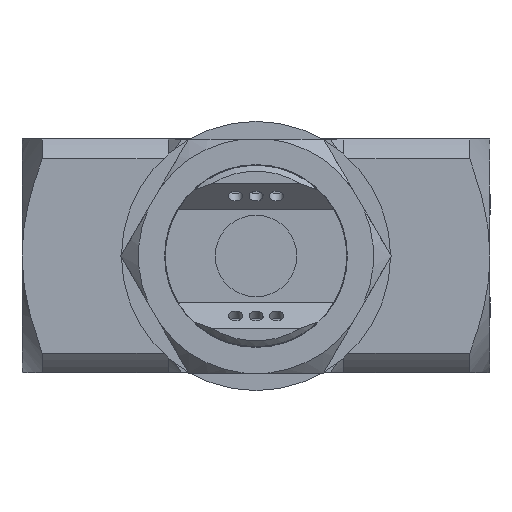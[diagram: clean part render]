
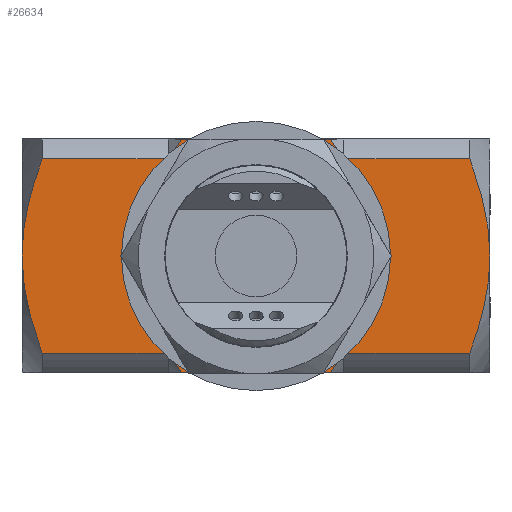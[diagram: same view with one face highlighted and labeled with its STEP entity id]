
A CAD part, front view. The second image highlights one B-rep face of the part: STEP entity #26634.
In plain terms, the highlighted planar face has unit normal (0, -1, 0).
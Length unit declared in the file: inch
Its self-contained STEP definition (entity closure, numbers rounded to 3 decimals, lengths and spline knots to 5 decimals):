
#1600=LINE('',#33520,#4210);
#4035=LINE('',#46274,#6645);
#4040=LINE('',#46358,#6650);
#4041=LINE('',#46364,#6651);
#4042=LINE('',#46402,#6652);
#4043=LINE('',#46419,#6653);
#4210=VECTOR('',#28323,0.3937);
#6645=VECTOR('',#32260,0.3937);
#6650=VECTOR('',#32345,0.3937);
#6651=VECTOR('',#32354,0.3937);
#6652=VECTOR('',#32397,0.3937);
#6653=VECTOR('',#32420,0.3937);
#6784=(
BOUNDED_CURVE()
B_SPLINE_CURVE(2,(#46344,#46345,#46346),.UNSPECIFIED.,.F.,.F.)
B_SPLINE_CURVE_WITH_KNOTS((3,3),(1.52621,1.93378),
 .UNSPECIFIED.)
CURVE()
GEOMETRIC_REPRESENTATION_ITEM()
RATIONAL_B_SPLINE_CURVE((1.015,1.009,1.))
REPRESENTATION_ITEM('')
);
#6785=(
BOUNDED_CURVE()
B_SPLINE_CURVE(2,(#46350,#46351,#46352),.UNSPECIFIED.,.F.,.F.)
B_SPLINE_CURVE_WITH_KNOTS((3,3),(0.,0.40758),.UNSPECIFIED.)
CURVE()
GEOMETRIC_REPRESENTATION_ITEM()
RATIONAL_B_SPLINE_CURVE((1.,1.009,1.015))
REPRESENTATION_ITEM('')
);
#6786=(
BOUNDED_CURVE()
B_SPLINE_CURVE(2,(#46368,#46369,#46370),.UNSPECIFIED.,.F.,.F.)
B_SPLINE_CURVE_WITH_KNOTS((3,3),(0.,1.35251),.UNSPECIFIED.)
CURVE()
GEOMETRIC_REPRESENTATION_ITEM()
RATIONAL_B_SPLINE_CURVE((1.,1.072,1.))
REPRESENTATION_ITEM('')
);
#6787=(
BOUNDED_CURVE()
B_SPLINE_CURVE(2,(#46375,#46376,#46377),.UNSPECIFIED.,.F.,.F.)
B_SPLINE_CURVE_WITH_KNOTS((3,3),(1.35251,2.70503),
 .UNSPECIFIED.)
CURVE()
GEOMETRIC_REPRESENTATION_ITEM()
RATIONAL_B_SPLINE_CURVE((1.,1.072,1.))
REPRESENTATION_ITEM('')
);
#6788=(
BOUNDED_CURVE()
B_SPLINE_CURVE(2,(#46386,#46387,#46388),.UNSPECIFIED.,.F.,.F.)
B_SPLINE_CURVE_WITH_KNOTS((3,3),(1.52621,1.93378),
 .UNSPECIFIED.)
CURVE()
GEOMETRIC_REPRESENTATION_ITEM()
RATIONAL_B_SPLINE_CURVE((1.015,1.009,1.))
REPRESENTATION_ITEM('')
);
#6789=(
BOUNDED_CURVE()
B_SPLINE_CURVE(2,(#46391,#46392,#46393),.UNSPECIFIED.,.F.,.F.)
B_SPLINE_CURVE_WITH_KNOTS((3,3),(0.,0.40758),.UNSPECIFIED.)
CURVE()
GEOMETRIC_REPRESENTATION_ITEM()
RATIONAL_B_SPLINE_CURVE((1.,1.009,1.015))
REPRESENTATION_ITEM('')
);
#6790=(
BOUNDED_CURVE()
B_SPLINE_CURVE(2,(#46410,#46411,#46412),.UNSPECIFIED.,.F.,.F.)
B_SPLINE_CURVE_WITH_KNOTS((3,3),(0.,1.35251),.UNSPECIFIED.)
CURVE()
GEOMETRIC_REPRESENTATION_ITEM()
RATIONAL_B_SPLINE_CURVE((1.,1.072,1.))
REPRESENTATION_ITEM('')
);
#6791=(
BOUNDED_CURVE()
B_SPLINE_CURVE(2,(#46422,#46423,#46424),.UNSPECIFIED.,.F.,.F.)
B_SPLINE_CURVE_WITH_KNOTS((3,3),(1.35251,2.70503),
 .UNSPECIFIED.)
CURVE()
GEOMETRIC_REPRESENTATION_ITEM()
RATIONAL_B_SPLINE_CURVE((1.,1.072,1.))
REPRESENTATION_ITEM('')
);
#7639=PLANE('',#27796);
#7851=FACE_BOUND('',#10844,.T.);
#9253=FACE_OUTER_BOUND('',#10843,.T.);
#10843=EDGE_LOOP('',(#24610,#24611,#24612,#24613,#24614,#24615,#24616,#24617,
#24618,#24619,#24620,#24621,#24622,#24623));
#10844=EDGE_LOOP('',(#24624));
#11199=CIRCLE('',#27797,0.31469);
#11422=VERTEX_POINT('',#33480);
#11433=VERTEX_POINT('',#33516);
#13649=VERTEX_POINT('',#46269);
#13650=VERTEX_POINT('',#46273);
#13660=VERTEX_POINT('',#46343);
#13661=VERTEX_POINT('',#46349);
#13662=VERTEX_POINT('',#46357);
#13663=VERTEX_POINT('',#46363);
#13664=VERTEX_POINT('',#46367);
#13665=VERTEX_POINT('',#46384);
#13666=VERTEX_POINT('',#46390);
#13667=VERTEX_POINT('',#46400);
#13668=VERTEX_POINT('',#46408);
#13669=VERTEX_POINT('',#46418);
#13670=VERTEX_POINT('',#46428);
#14017=EDGE_CURVE('',#11422,#11433,#1600,.T.);
#17340=EDGE_CURVE('',#13649,#13650,#4035,.T.);
#17353=EDGE_CURVE('',#13649,#13660,#6784,.T.);
#17355=EDGE_CURVE('',#13661,#11422,#6785,.T.);
#17358=EDGE_CURVE('',#13660,#13662,#4040,.T.);
#17361=EDGE_CURVE('',#13663,#13661,#4041,.T.);
#17363=EDGE_CURVE('',#13662,#13664,#6786,.T.);
#17366=EDGE_CURVE('',#13664,#13663,#6787,.T.);
#17371=EDGE_CURVE('',#11433,#13665,#6788,.T.);
#17372=EDGE_CURVE('',#13666,#13650,#6789,.T.);
#17377=EDGE_CURVE('',#13665,#13667,#4042,.T.);
#17381=EDGE_CURVE('',#13667,#13668,#6790,.T.);
#17384=EDGE_CURVE('',#13669,#13666,#4043,.T.);
#17386=EDGE_CURVE('',#13668,#13669,#6791,.T.);
#17388=EDGE_CURVE('',#13670,#13670,#11199,.T.);
#24610=ORIENTED_EDGE('',*,*,#17353,.T.);
#24611=ORIENTED_EDGE('',*,*,#17358,.T.);
#24612=ORIENTED_EDGE('',*,*,#17363,.T.);
#24613=ORIENTED_EDGE('',*,*,#17366,.T.);
#24614=ORIENTED_EDGE('',*,*,#17361,.T.);
#24615=ORIENTED_EDGE('',*,*,#17355,.T.);
#24616=ORIENTED_EDGE('',*,*,#14017,.T.);
#24617=ORIENTED_EDGE('',*,*,#17371,.T.);
#24618=ORIENTED_EDGE('',*,*,#17377,.T.);
#24619=ORIENTED_EDGE('',*,*,#17381,.T.);
#24620=ORIENTED_EDGE('',*,*,#17386,.T.);
#24621=ORIENTED_EDGE('',*,*,#17384,.T.);
#24622=ORIENTED_EDGE('',*,*,#17372,.T.);
#24623=ORIENTED_EDGE('',*,*,#17340,.F.);
#24624=ORIENTED_EDGE('',*,*,#17388,.F.);
#26634=ADVANCED_FACE('',(#9253,#7851),#7639,.T.);
#27796=AXIS2_PLACEMENT_3D('',#46427,#32429,#32430);
#27797=AXIS2_PLACEMENT_3D('',#46429,#32431,#32432);
#28323=DIRECTION('',(1.,0.,0.));
#32260=DIRECTION('',(1.,0.,0.));
#32345=DIRECTION('',(-1.,0.,0.));
#32354=DIRECTION('',(1.,0.,0.));
#32397=DIRECTION('',(1.,0.,0.));
#32420=DIRECTION('',(-1.,0.,0.));
#32429=DIRECTION('center_axis',(0.,-1.,0.));
#32430=DIRECTION('ref_axis',(0.,0.,-1.));
#32431=DIRECTION('center_axis',(0.,-1.,0.));
#32432=DIRECTION('ref_axis',(-1.,0.,0.));
#33480=CARTESIAN_POINT('',(0.85263,-0.625,-0.625));
#33516=CARTESIAN_POINT('',(1.64737,-0.625,-0.625));
#33520=CARTESIAN_POINT('',(0.,-0.625,-0.625));
#46269=CARTESIAN_POINT('',(0.85263,-0.625,0.625));
#46273=CARTESIAN_POINT('',(1.64737,-0.625,0.625));
#46274=CARTESIAN_POINT('',(0.,-0.625,0.625));
#46343=CARTESIAN_POINT('',(0.78125,-0.625,0.51916));
#46344=CARTESIAN_POINT('Ctrl Pts',(0.85263,-0.625,0.625));
#46345=CARTESIAN_POINT('Ctrl Pts',(0.81364,-0.625,0.56986));
#46346=CARTESIAN_POINT('Ctrl Pts',(0.78125,-0.625,0.51916));
#46349=CARTESIAN_POINT('',(0.78125,-0.625,-0.51916));
#46350=CARTESIAN_POINT('Ctrl Pts',(0.78125,-0.625,-0.51916));
#46351=CARTESIAN_POINT('Ctrl Pts',(0.81364,-0.625,-0.56986));
#46352=CARTESIAN_POINT('Ctrl Pts',(0.85263,-0.625,-0.625));
#46357=CARTESIAN_POINT('',(0.10825,-0.625,0.51916));
#46358=CARTESIAN_POINT('',(0.46279,-0.625,0.51916));
#46363=CARTESIAN_POINT('',(0.10825,-0.625,-0.51916));
#46364=CARTESIAN_POINT('',(0.46279,-0.625,-0.51916));
#46367=CARTESIAN_POINT('',(0.,-0.625,0.));
#46368=CARTESIAN_POINT('Ctrl Pts',(0.10825,-0.625,0.51916));
#46369=CARTESIAN_POINT('Ctrl Pts',(0.,-0.625,0.22572));
#46370=CARTESIAN_POINT('Ctrl Pts',(0.,-0.625,0.));
#46375=CARTESIAN_POINT('Ctrl Pts',(0.,-0.625,0.));
#46376=CARTESIAN_POINT('Ctrl Pts',(0.,-0.625,-0.22572));
#46377=CARTESIAN_POINT('Ctrl Pts',(0.10825,-0.625,-0.51916));
#46384=CARTESIAN_POINT('',(1.71875,-0.625,-0.51916));
#46386=CARTESIAN_POINT('Ctrl Pts',(1.64737,-0.625,-0.625));
#46387=CARTESIAN_POINT('Ctrl Pts',(1.68636,-0.625,-0.56986));
#46388=CARTESIAN_POINT('Ctrl Pts',(1.71875,-0.625,-0.51916));
#46390=CARTESIAN_POINT('',(1.71875,-0.625,0.51916));
#46391=CARTESIAN_POINT('Ctrl Pts',(1.71875,-0.625,0.51916));
#46392=CARTESIAN_POINT('Ctrl Pts',(1.68636,-0.625,0.56986));
#46393=CARTESIAN_POINT('Ctrl Pts',(1.64737,-0.625,0.625));
#46400=CARTESIAN_POINT('',(2.39175,-0.625,-0.51916));
#46402=CARTESIAN_POINT('',(2.3737,-0.625,-0.51916));
#46408=CARTESIAN_POINT('',(2.5,-0.625,0.));
#46410=CARTESIAN_POINT('Ctrl Pts',(2.39175,-0.625,-0.51916));
#46411=CARTESIAN_POINT('Ctrl Pts',(2.5,-0.625,-0.22572));
#46412=CARTESIAN_POINT('Ctrl Pts',(2.5,-0.625,0.));
#46418=CARTESIAN_POINT('',(2.39175,-0.625,0.51916));
#46419=CARTESIAN_POINT('',(2.3737,-0.625,0.51916));
#46422=CARTESIAN_POINT('Ctrl Pts',(2.5,-0.625,0.));
#46423=CARTESIAN_POINT('Ctrl Pts',(2.5,-0.625,0.22572));
#46424=CARTESIAN_POINT('Ctrl Pts',(2.39175,-0.625,0.51916));
#46427=CARTESIAN_POINT('Origin',(0.,-0.625,0.625));
#46428=CARTESIAN_POINT('',(1.56469,-0.625,0.));
#46429=CARTESIAN_POINT('Origin',(1.25,-0.625,0.));
